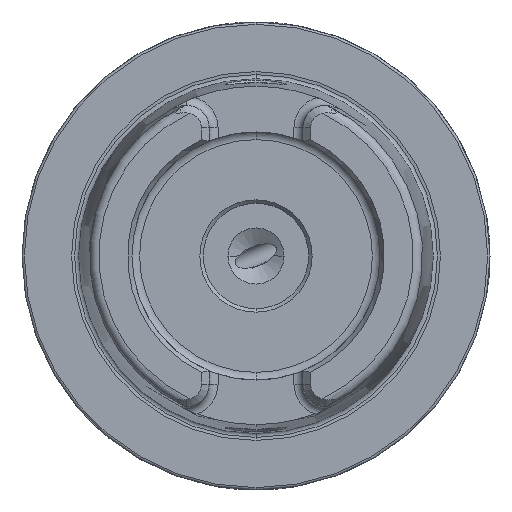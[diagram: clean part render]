
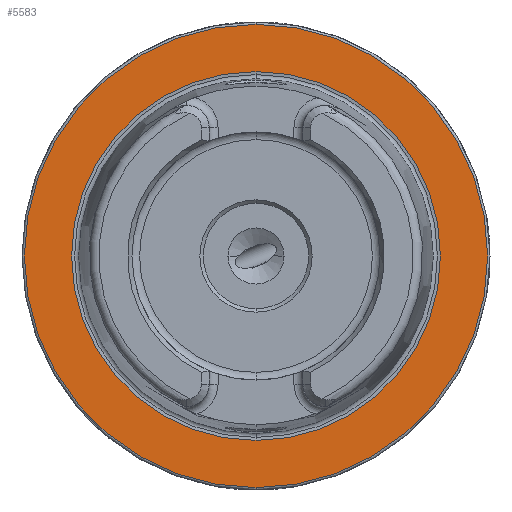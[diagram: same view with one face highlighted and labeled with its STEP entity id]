
A CAD part, left-side view. The second image highlights one B-rep face of the part: STEP entity #5583.
In plain terms, the highlighted planar face has unit normal (-1, 0, 0).
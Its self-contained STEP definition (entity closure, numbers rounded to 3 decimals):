
#68 = CARTESIAN_POINT ( 'NONE',  ( 0., 49.5, 0. ) ) ;
#373 = ORIENTED_EDGE ( 'NONE', *, *, #8995, .T. ) ;
#511 = CARTESIAN_POINT ( 'NONE',  ( 0., 0., 0. ) ) ;
#560 = DIRECTION ( 'NONE',  ( -1., 0., 0. ) ) ;
#901 = EDGE_LOOP ( 'NONE', ( #8234, #12590 ) ) ;
#1070 = VERTEX_POINT ( 'NONE', #2076 ) ;
#1158 = CARTESIAN_POINT ( 'NONE',  ( 0., 0., 39.405 ) ) ;
#1237 = VERTEX_POINT ( 'NONE', #7329 ) ;
#1352 = ORIENTED_EDGE ( 'NONE', *, *, #10567, .T. ) ;
#1551 = DIRECTION ( 'NONE',  ( 0., 0., 1. ) ) ;
#1597 = AXIS2_PLACEMENT_3D ( 'NONE', #6670, #560, #7693 ) ;
#1745 = DIRECTION ( 'NONE',  ( -1., 0., 0. ) ) ;
#1772 = AXIS2_PLACEMENT_3D ( 'NONE', #68, #9239, #3157 ) ;
#2076 = CARTESIAN_POINT ( 'NONE',  ( 0., 0., -39.405 ) ) ;
#2399 = FACE_BOUND ( 'NONE', #901, .T. ) ;
#3157 = DIRECTION ( 'NONE',  ( 0., 0., -1. ) ) ;
#3499 = AXIS2_PLACEMENT_3D ( 'NONE', #11838, #5764, #12851 ) ;
#4956 = EDGE_CURVE ( 'NONE', #11662, #1070, #7505, .T. ) ;
#5583 = ADVANCED_FACE ( 'NONE', ( #2399, #12866 ), #10217, .F. ) ;
#5764 = DIRECTION ( 'NONE',  ( -1., 0., 0. ) ) ;
#6527 = CIRCLE ( 'NONE', #9536, 39.405 ) ;
#6670 = CARTESIAN_POINT ( 'NONE',  ( 0., 0., 0. ) ) ;
#7329 = CARTESIAN_POINT ( 'NONE',  ( 0., 0., -49.5 ) ) ;
#7505 = CIRCLE ( 'NONE', #1597, 39.405 ) ;
#7639 = DIRECTION ( 'NONE',  ( -1., 0., 0. ) ) ;
#7693 = DIRECTION ( 'NONE',  ( 0., 0., 1. ) ) ;
#7721 = EDGE_CURVE ( 'NONE', #1070, #11662, #6527, .T. ) ;
#7743 = CIRCLE ( 'NONE', #3499, 49.5 ) ;
#7834 = CARTESIAN_POINT ( 'NONE',  ( 0., 0., 0. ) ) ;
#8234 = ORIENTED_EDGE ( 'NONE', *, *, #4956, .F. ) ;
#8499 = CIRCLE ( 'NONE', #12185, 49.5 ) ;
#8855 = DIRECTION ( 'NONE',  ( 0., 0., 1. ) ) ;
#8995 = EDGE_CURVE ( 'NONE', #1237, #12142, #7743, .T. ) ;
#9239 = DIRECTION ( 'NONE',  ( 1., 0., 0. ) ) ;
#9536 = AXIS2_PLACEMENT_3D ( 'NONE', #7834, #1745, #8855 ) ;
#10217 = PLANE ( 'NONE',  #1772 ) ;
#10276 = CARTESIAN_POINT ( 'NONE',  ( 0., 0., 49.5 ) ) ;
#10567 = EDGE_CURVE ( 'NONE', #12142, #1237, #8499, .T. ) ;
#11484 = EDGE_LOOP ( 'NONE', ( #1352, #373 ) ) ;
#11662 = VERTEX_POINT ( 'NONE', #1158 ) ;
#11838 = CARTESIAN_POINT ( 'NONE',  ( 0., 0., 0. ) ) ;
#12142 = VERTEX_POINT ( 'NONE', #10276 ) ;
#12185 = AXIS2_PLACEMENT_3D ( 'NONE', #511, #7639, #1551 ) ;
#12590 = ORIENTED_EDGE ( 'NONE', *, *, #7721, .F. ) ;
#12851 = DIRECTION ( 'NONE',  ( 0., 0., 1. ) ) ;
#12866 = FACE_OUTER_BOUND ( 'NONE', #11484, .T. ) ;
